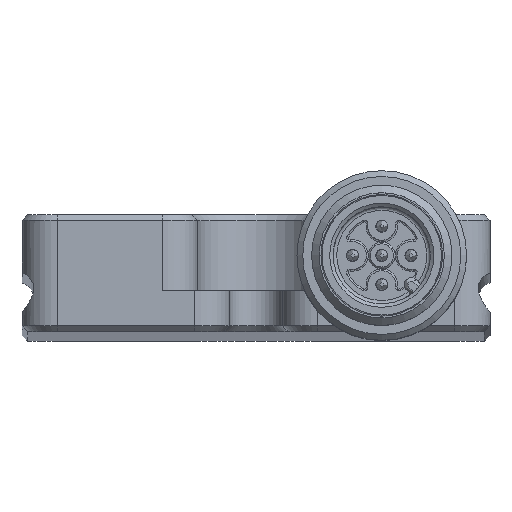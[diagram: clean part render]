
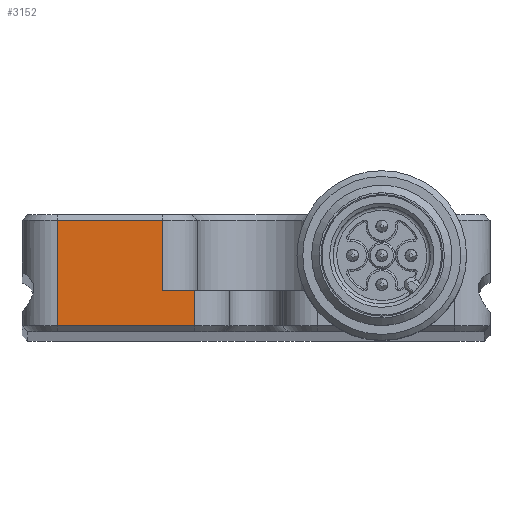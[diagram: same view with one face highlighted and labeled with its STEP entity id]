
A CAD part, top view. The second image highlights one B-rep face of the part: STEP entity #3152.
In plain terms, the highlighted planar face has unit normal (0, 0, 1).
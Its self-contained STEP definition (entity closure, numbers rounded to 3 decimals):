
#543=FACE_OUTER_BOUND('',#759,.T.);
#759=EDGE_LOOP('',(#2282,#2283,#2284,#2285,#2286,#2287));
#1016=LINE('',#4900,#1217);
#1070=LINE('',#5082,#1271);
#1073=LINE('',#5116,#1274);
#1074=LINE('',#5118,#1275);
#1075=LINE('',#5120,#1276);
#1076=LINE('',#5121,#1277);
#1217=VECTOR('',#3816,10.);
#1271=VECTOR('',#3974,10.);
#1274=VECTOR('',#3981,10.);
#1275=VECTOR('',#3982,10.);
#1276=VECTOR('',#3983,10.);
#1277=VECTOR('',#3984,10.);
#1415=VERTEX_POINT('',#4893);
#1418=VERTEX_POINT('',#4898);
#1470=VERTEX_POINT('',#5081);
#1475=VERTEX_POINT('',#5115);
#1476=VERTEX_POINT('',#5117);
#1477=VERTEX_POINT('',#5119);
#1716=EDGE_CURVE('',#1418,#1415,#1016,.T.);
#1796=EDGE_CURVE('',#1415,#1470,#1070,.T.);
#1802=EDGE_CURVE('',#1475,#1418,#1073,.T.);
#1803=EDGE_CURVE('',#1475,#1476,#1074,.T.);
#1804=EDGE_CURVE('',#1477,#1476,#1075,.T.);
#1805=EDGE_CURVE('',#1470,#1477,#1076,.T.);
#2282=ORIENTED_EDGE('',*,*,#1716,.F.);
#2283=ORIENTED_EDGE('',*,*,#1802,.F.);
#2284=ORIENTED_EDGE('',*,*,#1803,.T.);
#2285=ORIENTED_EDGE('',*,*,#1804,.F.);
#2286=ORIENTED_EDGE('',*,*,#1805,.F.);
#2287=ORIENTED_EDGE('',*,*,#1796,.F.);
#3056=PLANE('',#3422);
#3152=ADVANCED_FACE('',(#543),#3056,.T.);
#3422=AXIS2_PLACEMENT_3D('',#5114,#3979,#3980);
#3816=DIRECTION('',(-1.,0.,0.));
#3974=DIRECTION('',(0.,1.,0.));
#3979=DIRECTION('center_axis',(0.,0.,1.));
#3980=DIRECTION('ref_axis',(1.,0.,0.));
#3981=DIRECTION('',(0.,-1.,0.));
#3982=DIRECTION('',(-1.,0.,0.));
#3983=DIRECTION('',(0.,-1.,0.));
#3984=DIRECTION('',(1.,0.,0.));
#4893=CARTESIAN_POINT('',(-17.,-4.5,0.));
#4898=CARTESIAN_POINT('',(-5.25,-4.5,0.));
#4900=CARTESIAN_POINT('',(10.,-4.5,0.));
#5081=CARTESIAN_POINT('',(-17.,4.5,0.));
#5082=CARTESIAN_POINT('',(-17.,-2.5,0.));
#5114=CARTESIAN_POINT('Origin',(0.,0.,0.));
#5115=CARTESIAN_POINT('',(-5.25,-1.5,0.));
#5116=CARTESIAN_POINT('',(-5.25,2.5,0.));
#5117=CARTESIAN_POINT('',(-8.,-1.5,0.));
#5118=CARTESIAN_POINT('',(0.,-1.5,0.));
#5119=CARTESIAN_POINT('',(-8.,4.5,0.));
#5120=CARTESIAN_POINT('',(-8.,2.5,0.));
#5121=CARTESIAN_POINT('',(-10.,4.5,0.));
